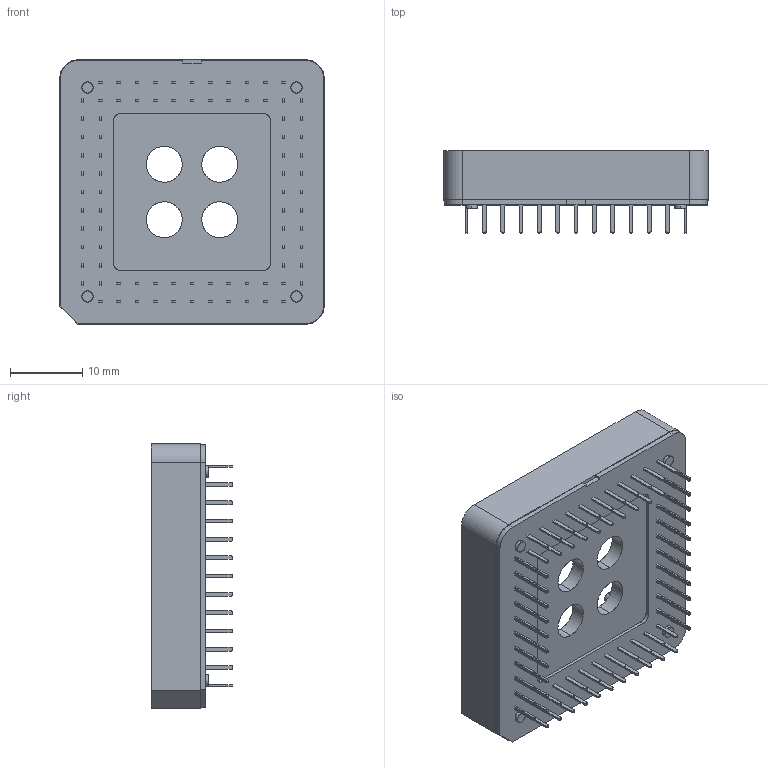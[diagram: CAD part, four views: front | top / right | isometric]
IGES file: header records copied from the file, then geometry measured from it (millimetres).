
Start section: SolidWorks IGES file using analytic representation for surfaces
Global section: file name: PX-84LCC_A4.IGS; native system: SolidWorks 2020; preprocessor: SolidWorks 2020; author: Garrett; date: 200316.122327; units: millimetre
Bounding box: 36.66 x 11.35 x 36.66 mm (x, y, z)
Surface area: 8488.5 mm2 (no closed solid volume)
Topology: 0 solids, 0 shells, 2400 faces, 19038 edges, 19038 vertices
Faces by surface type: bspline 1747, revolution 653
